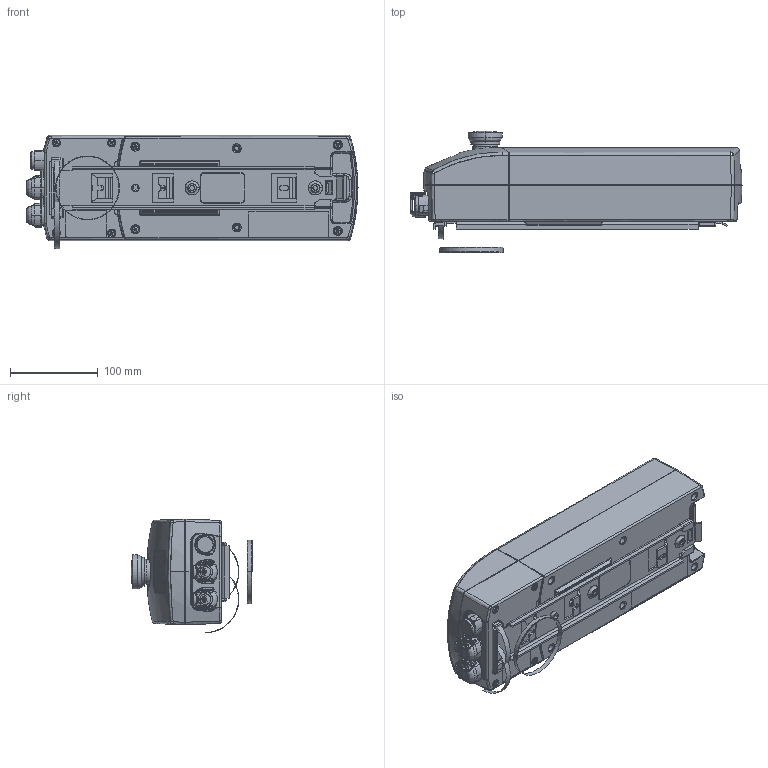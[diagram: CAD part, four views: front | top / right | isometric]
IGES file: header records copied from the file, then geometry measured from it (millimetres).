
Start section: SolidWorks IGES file using analytic representation for surfaces
Global section: file name: BG_Accu Control 4.5.IGS; native system: SolidWorks 2022; preprocessor: SolidWorks 2022; author: Zsolt.Mojzes; date: 230713.081437; units: millimetre
Bounding box: 377.37 x 137.81 x 129.25 mm (x, y, z)
Surface area: 255331.1 mm2 (no closed solid volume)
Topology: 0 solids, 0 shells, 3010 faces, 27851 edges, 27763 vertices
Faces by surface type: bspline 2151, revolution 859
